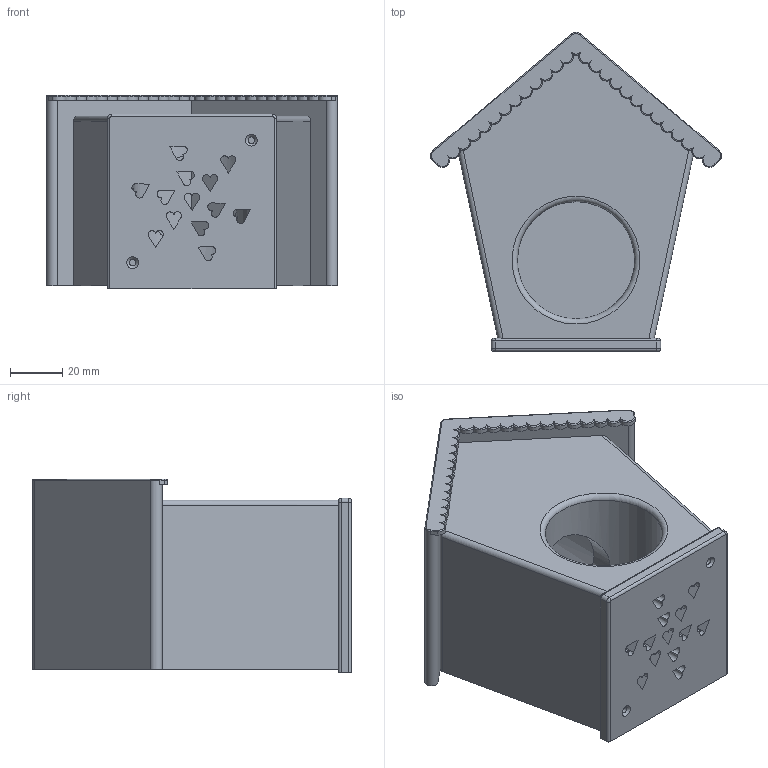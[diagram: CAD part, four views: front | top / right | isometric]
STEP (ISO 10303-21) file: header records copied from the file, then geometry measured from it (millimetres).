
FILE_DESCRIPTION(/* description */ (''),/* implementation_level */ '2;1');
FILE_NAME(/* name */ 'birdsnest.step',/* time_stamp */ '2021-05-26T11:39:05+02:00',/* author */ (''),/* organization */ (''),/* preprocessor_version */ 'ST-DEVELOPER v18.1',/* originating_system */ 'Autodesk Translation Framework v10.9.0.1377',/* authorisation */ '');
FILE_SCHEMA (('AUTOMOTIVE_DESIGN { 1 0 10303 214 3 1 1 }'));
Length unit declared in the file: millimetre
Products named in the file (4): Vogelhaus; Body; Bottom; Roof
Assembly tree (3 placements, depth 2):
  Vogelhaus
    Body
    Bottom
    Roof
Bounding box: 111.63 x 122.38 x 74.25 mm (x, y, z)
Volume: 281851.5 mm3; surface area: 82111.3 mm2
Topology: 3 solids, 3 shells, 181 faces, 467 edges, 296 vertices
Faces by surface type: cylinder 84, plane 56, torus 31, bspline 7, cone 3
Full cylindrical faces by diameter (mm): 2.5 x2, 11 x4, 35 x1, 45 x1, 61 x1
Entity records: 6671 total; most frequent: CARTESIAN_POINT 1979, DIRECTION 1000, ORIENTED_EDGE 934, EDGE_CURVE 467, AXIS2_PLACEMENT_3D 391, VERTEX_POINT 296, EDGE_LOOP 221, LINE 218
